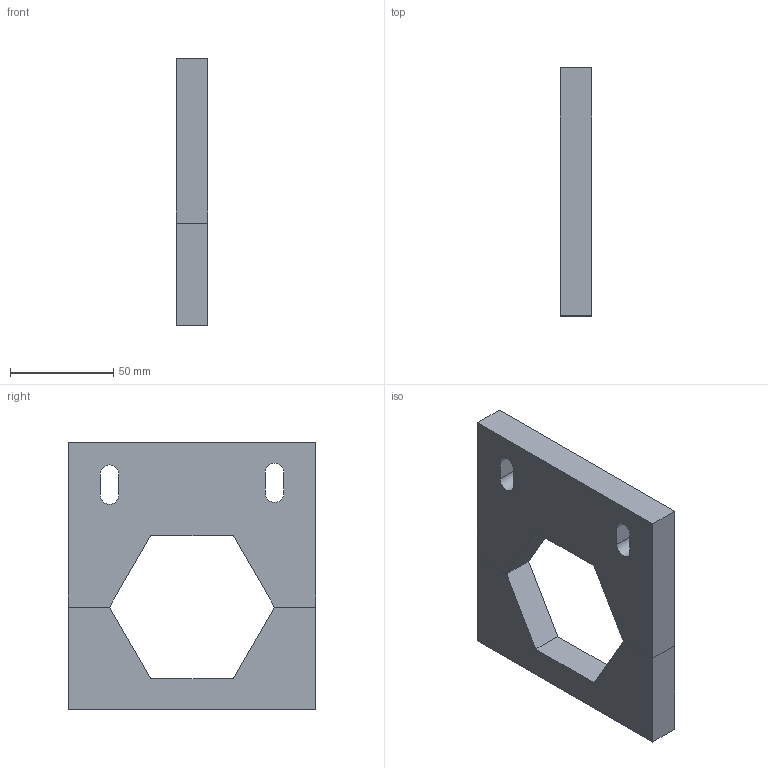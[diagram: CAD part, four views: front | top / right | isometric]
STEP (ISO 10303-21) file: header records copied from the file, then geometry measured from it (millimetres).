
FILE_DESCRIPTION(('FreeCAD Model'),'2;1');
FILE_NAME('Open CASCADE Shape Model','2023-07-28T11:04:14',('Author'),( ''),'Open CASCADE STEP processor 7.6','FreeCAD','Unknown');
FILE_SCHEMA(('AUTOMOTIVE_DESIGN { 1 0 10303 214 1 1 1 1 }'));
Length unit declared in the file: millimetre
Products named in the file (3): Ganascia; Ganascia-Sopra; Ganascia-Sotto
Assembly tree (2 placements, depth 2):
  Ganascia
    Ganascia-Sopra
    Ganascia-Sotto
Bounding box: 15 x 119.78 x 129.09 mm (x, y, z)
Volume: 156048 mm3; surface area: 39968.3 mm2
Topology: 2 solids, 2 shells, 38 faces, 94 edges, 62 vertices
Faces by surface type: plane 26, cylinder 10, cone 2
Full cylindrical faces by diameter (mm): 6 x2, 6.6 x2, 10 x2
Entity records: 2408 total; most frequent: CARTESIAN_POINT 415, DIRECTION 372, LINE 238, VECTOR 238, ORIENTED_EDGE 184, PCURVE 184, DEFINITIONAL_REPRESENTATION 184, EDGE_CURVE 92
